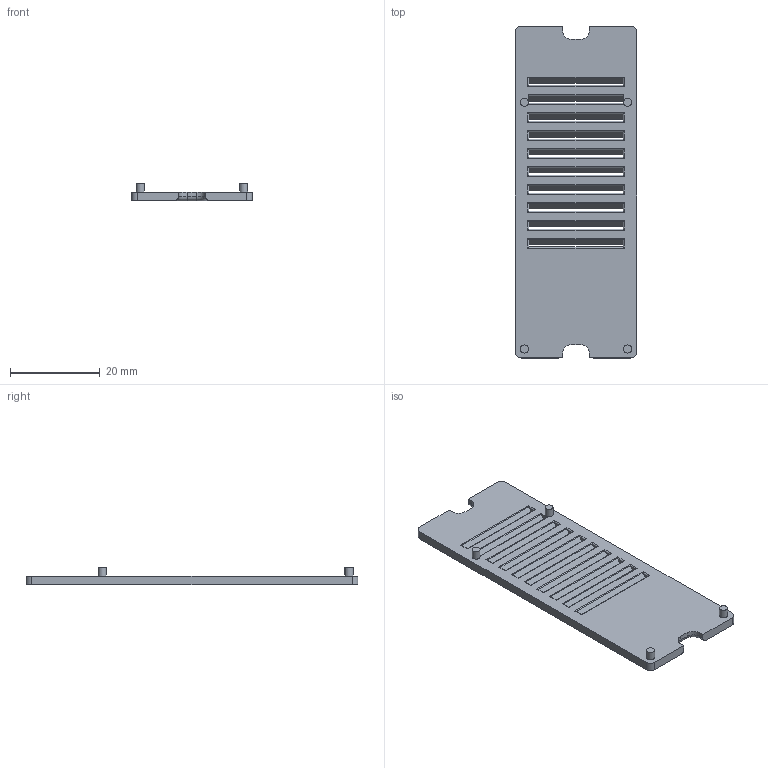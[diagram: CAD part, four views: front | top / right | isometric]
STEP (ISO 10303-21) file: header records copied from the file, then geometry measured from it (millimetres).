
FILE_DESCRIPTION(('STEP AP203'), '1');
FILE_NAME('êðûøêà', '', ('UNSPECIFIED'), ('UNSPECIFIED'), 'C3D Converter', 'C3D Toolkit', '');
FILE_SCHEMA(('CONFIG_CONTROL_DESIGN'));
Length unit declared in the file: millimetre
Bounding box: 27 x 74 x 4 mm (x, y, z)
Volume: 3288.5 mm3; surface area: 4661.6 mm2
Topology: 1 solids, 1 shells, 156 faces, 442 edges, 292 vertices
Faces by surface type: cylinder 94, plane 58, torus 4
Full cylindrical faces by diameter (mm): 1.8 x4
Entity records: 6334 total; most frequent: CARTESIAN_POINT 1211, ORIENTED_EDGE 876, DIRECTION 728, EDGE_CURVE 438, VERTEX_POINT 292, LINE 246, VECTOR 246, AXIS2_PLACEMENT_3D 241
